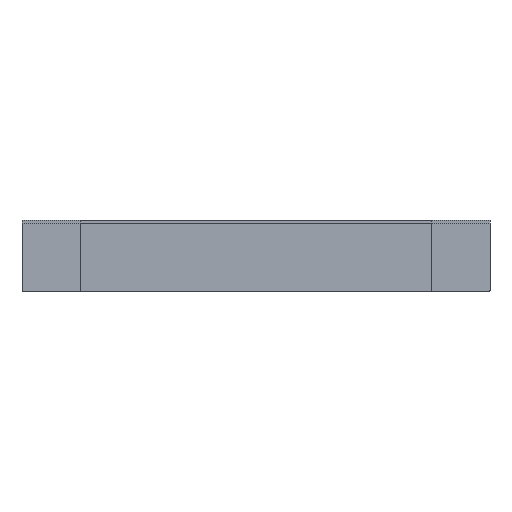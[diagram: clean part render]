
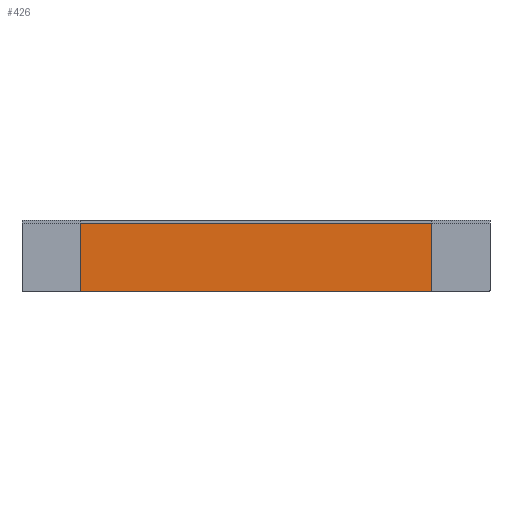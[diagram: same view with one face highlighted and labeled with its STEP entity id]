
A CAD part, top view. The second image highlights one B-rep face of the part: STEP entity #426.
In plain terms, the highlighted planar face has unit normal (0, 0, 1).
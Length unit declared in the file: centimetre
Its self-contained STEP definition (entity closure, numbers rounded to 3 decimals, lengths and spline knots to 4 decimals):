
#177=(
BOUNDED_CURVE()
B_SPLINE_CURVE(2,(#5319,#5320,#5321),.UNSPECIFIED.,.F.,.F.)
B_SPLINE_CURVE_WITH_KNOTS((3,3),(-1.,0.),.UNSPECIFIED.)
CURVE()
GEOMETRIC_REPRESENTATION_ITEM()
RATIONAL_B_SPLINE_CURVE((1.,0.707,1.))
REPRESENTATION_ITEM($)
);
#181=(
BOUNDED_CURVE()
B_SPLINE_CURVE(2,(#5341,#5342,#5343),.UNSPECIFIED.,.F.,.F.)
B_SPLINE_CURVE_WITH_KNOTS((3,3),(-1.,0.),.UNSPECIFIED.)
CURVE()
GEOMETRIC_REPRESENTATION_ITEM()
RATIONAL_B_SPLINE_CURVE((1.,0.707,1.))
REPRESENTATION_ITEM($)
);
#426=ADVANCED_FACE($,(#653),#2866,.T.);
#653=FACE_OUTER_BOUND($,#880,.T.);
#880=EDGE_LOOP($,(#1516,#1517,#1518,#1519,#1520,#1521));
#1516=ORIENTED_EDGE($,*,*,#2223,.F.);
#1517=ORIENTED_EDGE($,*,*,#2225,.F.);
#1518=ORIENTED_EDGE($,*,*,#2228,.F.);
#1519=ORIENTED_EDGE($,*,*,#2230,.F.);
#1520=ORIENTED_EDGE($,*,*,#2235,.F.);
#1521=ORIENTED_EDGE($,*,*,#2237,.T.);
#2223=EDGE_CURVE($,#2626,#2634,#3100,.T.);
#2225=EDGE_CURVE($,#2628,#2626,#3102,.T.);
#2228=EDGE_CURVE($,#2631,#2628,#3105,.T.);
#2230=EDGE_CURVE($,#2632,#2631,#177,.T.);
#2235=EDGE_CURVE($,#2636,#2632,#3108,.T.);
#2237=EDGE_CURVE($,#2636,#2634,#181,.T.);
#2626=VERTEX_POINT($,#5383);
#2628=VERTEX_POINT($,#5385);
#2631=VERTEX_POINT($,#5388);
#2632=VERTEX_POINT($,#5389);
#2634=VERTEX_POINT($,#5391);
#2636=VERTEX_POINT($,#5393);
#2866=PLANE($,#3431);
#3100=B_SPLINE_CURVE_WITH_KNOTS($,3,(#5302,#5303,#5304,#5305),.UNSPECIFIED.,
.F.,.F.,(4,4),(0.,34.4),.UNSPECIFIED.);
#3102=B_SPLINE_CURVE_WITH_KNOTS($,1,(#5308,#5309),.UNSPECIFIED.,.F.,.F.,
(2,2),(0.,180.),.UNSPECIFIED.);
#3105=B_SPLINE_CURVE_WITH_KNOTS($,1,(#5314,#5315),.UNSPECIFIED.,.F.,.F.,
(2,2),(0.6,35.),.UNSPECIFIED.);
#3108=B_SPLINE_CURVE_WITH_KNOTS($,1,(#5336,#5337),.UNSPECIFIED.,.F.,.F.,
(2,2),(60.6,239.4),.UNSPECIFIED.);
#3431=AXIS2_PLACEMENT_3D($,#5355,#3598,$);
#3598=DIRECTION($,(0.,0.,1.));
#5302=CARTESIAN_POINT($,(180.,35.,104.3));
#5303=CARTESIAN_POINT($,(180.,23.5333,104.3));
#5304=CARTESIAN_POINT($,(180.,12.0667,104.3));
#5305=CARTESIAN_POINT($,(180.,0.6,104.3));
#5308=CARTESIAN_POINT($,(0.,35.,104.3));
#5309=CARTESIAN_POINT($,(180.,35.,104.3));
#5314=CARTESIAN_POINT($,(0.,0.6,104.3));
#5315=CARTESIAN_POINT($,(0.,35.,104.3));
#5319=CARTESIAN_POINT($,(0.6,0.,104.3));
#5320=CARTESIAN_POINT($,(0.,0.,104.3));
#5321=CARTESIAN_POINT($,(0.,0.6,104.3));
#5336=CARTESIAN_POINT($,(179.4,0.,104.3));
#5337=CARTESIAN_POINT($,(0.6,0.,104.3));
#5341=CARTESIAN_POINT($,(179.4,0.,104.3));
#5342=CARTESIAN_POINT($,(180.,0.,104.3));
#5343=CARTESIAN_POINT($,(180.,0.6,104.3));
#5355=CARTESIAN_POINT($,(0.,0.,104.3));
#5383=CARTESIAN_POINT($,(180.,35.,104.3));
#5385=CARTESIAN_POINT($,(0.,35.,104.3));
#5388=CARTESIAN_POINT($,(0.,0.6,104.3));
#5389=CARTESIAN_POINT($,(0.6,0.,104.3));
#5391=CARTESIAN_POINT($,(180.,0.6,104.3));
#5393=CARTESIAN_POINT($,(179.4,0.,104.3));
